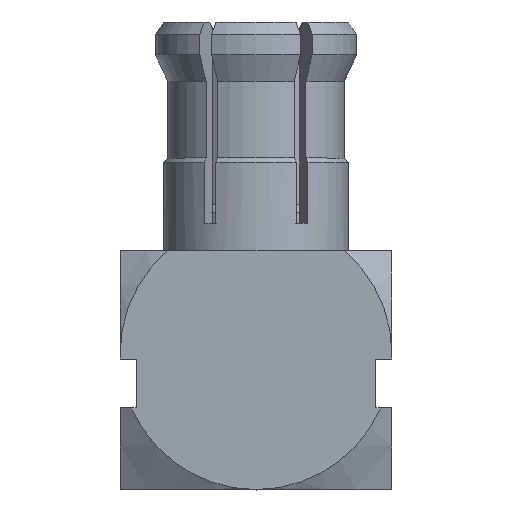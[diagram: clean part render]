
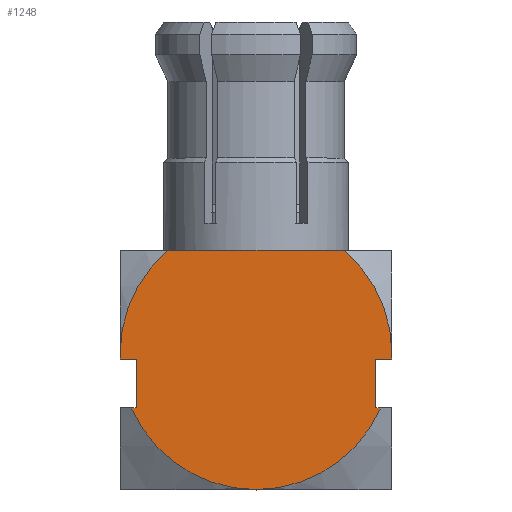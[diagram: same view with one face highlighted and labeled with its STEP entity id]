
A CAD part, top view. The second image highlights one B-rep face of the part: STEP entity #1248.
In plain terms, the highlighted planar face has unit normal (0, 0, 1).
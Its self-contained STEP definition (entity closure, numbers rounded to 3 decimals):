
#279=CARTESIAN_POINT('',(0.,-2.5,
5.));
#409=DIRECTION('',(-1.,0.,0.));
#410=VECTOR('',#409,0.298);
#411=CARTESIAN_POINT('',(2.498,-0.1,5.));
#412=LINE('',#411,#410);
#413=DIRECTION('',(0.,-1.,0.));
#414=VECTOR('',#413,0.9);
#415=CARTESIAN_POINT('',(2.2,-0.1,5.));
#416=LINE('',#415,#414);
#417=DIRECTION('',(-1.,0.,0.));
#418=VECTOR('',#417,0.091);
#419=CARTESIAN_POINT('',(2.291,-1.,5.));
#420=LINE('',#419,#418);
#421=CARTESIAN_POINT('',(0.,0.,5.));
#422=DIRECTION('',(0.,0.,-1.));
#423=DIRECTION('',(0.917,-0.4,0.));
#424=AXIS2_PLACEMENT_3D('',#421,#422,#423);
#426=CARTESIAN_POINT('',(0.,0.,5.));
#427=DIRECTION('',(0.,0.,-1.));
#428=DIRECTION('',(0.,-1.,0.));
#429=AXIS2_PLACEMENT_3D('',#426,#427,#428);
#431=DIRECTION('',(1.,0.,0.));
#432=VECTOR('',#431,0.091);
#433=CARTESIAN_POINT('',(-2.291,-1.,5.));
#434=LINE('',#433,#432);
#435=DIRECTION('',(0.,1.,0.));
#436=VECTOR('',#435,0.9);
#437=CARTESIAN_POINT('',(-2.2,-1.,5.));
#438=LINE('',#437,#436);
#439=DIRECTION('',(1.,0.,0.));
#440=VECTOR('',#439,0.298);
#441=CARTESIAN_POINT('',(-2.498,-0.1,5.));
#442=LINE('',#441,#440);
#443=CARTESIAN_POINT('',(0.,0.,5.));
#444=DIRECTION('',(0.,0.,-1.));
#445=DIRECTION('',(-0.999,-0.04,0.));
#446=AXIS2_PLACEMENT_3D('',#443,#444,#445);
#448=CARTESIAN_POINT('',(0.,0.,5.));
#449=DIRECTION('',(0.,0.,-1.));
#450=DIRECTION('',(-1.,0.,0.));
#451=AXIS2_PLACEMENT_3D('',#448,#449,#450);
#453=DIRECTION('',(-1.,0.,0.));
#454=VECTOR('',#453,3.25);
#455=CARTESIAN_POINT('',(1.625,1.9,5.));
#456=LINE('',#455,#454);
#457=CARTESIAN_POINT('',(0.,0.,5.));
#458=DIRECTION('',(0.,0.,-1.));
#459=DIRECTION('',(0.65,0.76,0.));
#460=AXIS2_PLACEMENT_3D('',#457,#458,#459);
#462=CARTESIAN_POINT('',(0.,0.,5.));
#463=DIRECTION('',(0.,0.,-1.));
#464=DIRECTION('',(1.,0.,0.));
#465=AXIS2_PLACEMENT_3D('',#462,#463,#464);
#633=CARTESIAN_POINT('',(-2.5,0.,5.));
#634=CARTESIAN_POINT('',(-1.625,1.9,5.));
#635=VERTEX_POINT('',#633);
#636=VERTEX_POINT('',#634);
#637=CARTESIAN_POINT('',(1.625,1.9,5.));
#638=CARTESIAN_POINT('',(2.5,0.,5.));
#639=VERTEX_POINT('',#637);
#640=VERTEX_POINT('',#638);
#643=VERTEX_POINT('',#279);
#703=CARTESIAN_POINT('',(2.498,-0.1,5.));
#704=CARTESIAN_POINT('',(2.2,-0.1,5.));
#705=VERTEX_POINT('',#703);
#706=VERTEX_POINT('',#704);
#707=CARTESIAN_POINT('',(2.2,-1.,5.));
#708=VERTEX_POINT('',#707);
#709=CARTESIAN_POINT('',(2.291,-1.,5.));
#710=VERTEX_POINT('',#709);
#711=CARTESIAN_POINT('',(-2.291,-1.,5.));
#712=CARTESIAN_POINT('',(-2.2,-1.,5.));
#713=VERTEX_POINT('',#711);
#714=VERTEX_POINT('',#712);
#715=CARTESIAN_POINT('',(-2.2,-0.1,5.));
#716=VERTEX_POINT('',#715);
#717=CARTESIAN_POINT('',(-2.498,-0.1,5.));
#718=VERTEX_POINT('',#717);
#1222=CARTESIAN_POINT('',(0.,0.,5.));
#1223=DIRECTION('',(0.,0.,1.));
#1224=DIRECTION('',(1.,0.,0.));
#1225=AXIS2_PLACEMENT_3D('',#1222,#1223,#1224);
#1226=PLANE('',#1225);
#1227=ORIENTED_EDGE('',*,*,#1096,.T.);
#1228=ORIENTED_EDGE('',*,*,#1114,.T.);
#1229=ORIENTED_EDGE('',*,*,#1131,.F.);
#1230=ORIENTED_EDGE('',*,*,#1188,.T.);
#1231=ORIENTED_EDGE('',*,*,#1200,.T.);
#1233=ORIENTED_EDGE('',*,*,#1232,.T.);
#1235=ORIENTED_EDGE('',*,*,#1234,.T.);
#1237=ORIENTED_EDGE('',*,*,#1236,.F.);
#1238=ORIENTED_EDGE('',*,*,#1217,.T.);
#1240=ORIENTED_EDGE('',*,*,#1239,.T.);
#1242=ORIENTED_EDGE('',*,*,#1241,.F.);
#1244=ORIENTED_EDGE('',*,*,#1243,.T.);
#1245=ORIENTED_EDGE('',*,*,#1174,.T.);
#1246=EDGE_LOOP('',(#1227,#1228,#1229,#1230,#1231,#1233,#1235,#1237,#1238,#1240,
#1242,#1244,#1245));
#1247=FACE_OUTER_BOUND('',#1246,.F.);
#425=CIRCLE('',#424,2.5);
#430=CIRCLE('',#429,2.5);
#447=CIRCLE('',#446,2.5);
#452=CIRCLE('',#451,2.5);
#461=CIRCLE('',#460,2.5);
#466=CIRCLE('',#465,2.5);
#1096=EDGE_CURVE('',#705,#706,#412,.T.);
#1114=EDGE_CURVE('',#706,#708,#416,.T.);
#1131=EDGE_CURVE('',#710,#708,#420,.T.);
#1174=EDGE_CURVE('',#640,#705,#466,.T.);
#1188=EDGE_CURVE('',#710,#643,#425,.T.);
#1200=EDGE_CURVE('',#643,#713,#430,.T.);
#1217=EDGE_CURVE('',#718,#635,#447,.T.);
#1232=EDGE_CURVE('',#713,#714,#434,.T.);
#1234=EDGE_CURVE('',#714,#716,#438,.T.);
#1236=EDGE_CURVE('',#718,#716,#442,.T.);
#1239=EDGE_CURVE('',#635,#636,#452,.T.);
#1241=EDGE_CURVE('',#639,#636,#456,.T.);
#1243=EDGE_CURVE('',#639,#640,#461,.T.);
#1248=ADVANCED_FACE('',(#1247),#1226,.T.);
